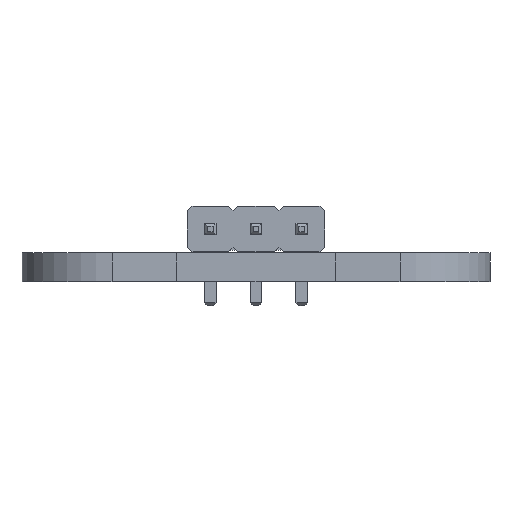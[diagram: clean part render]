
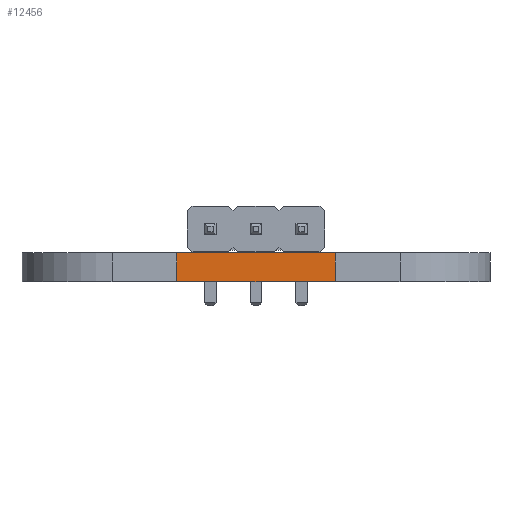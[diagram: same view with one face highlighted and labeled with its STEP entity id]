
A CAD part, left-side view. The second image highlights one B-rep face of the part: STEP entity #12456.
In plain terms, the highlighted planar face has unit normal (-1, 0, 0).
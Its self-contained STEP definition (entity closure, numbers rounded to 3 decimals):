
#11269 = PLANE('',#11270);
#11270 = AXIS2_PLACEMENT_3D('',#11271,#11272,#11273);
#11271 = CARTESIAN_POINT('',(0.,0.,1.6)
  );
#11272 = DIRECTION('',(0.,0.,1.));
#11273 = DIRECTION('',(1.,0.,-0.));
#11324 = PLANE('',#11325);
#11325 = AXIS2_PLACEMENT_3D('',#11326,#11327,#11328);
#11326 = CARTESIAN_POINT('',(0.,0.,0.)
  );
#11327 = DIRECTION('',(0.,0.,1.));
#11328 = DIRECTION('',(1.,0.,-0.));
#11357 = PLANE('',#11358);
#11358 = AXIS2_PLACEMENT_3D('',#11359,#11360,#11361);
#11359 = CARTESIAN_POINT('',(-6.,-4.4,0.));
#11360 = DIRECTION('',(0.,1.,0.));
#11361 = DIRECTION('',(1.,0.,0.));
#11658 = VERTEX_POINT('',#11659);
#11659 = CARTESIAN_POINT('',(-6.,4.4,0.));
#11673 = PLANE('',#11674);
#11674 = AXIS2_PLACEMENT_3D('',#11675,#11676,#11677);
#11675 = CARTESIAN_POINT('',(-5.,4.4,0.));
#11676 = DIRECTION('',(0.,-1.,0.));
#11677 = DIRECTION('',(-1.,0.,0.));
#11685 = EDGE_CURVE('',#11658,#11686,#11688,.T.);
#11686 = VERTEX_POINT('',#11687);
#11687 = CARTESIAN_POINT('',(-6.,-4.4,0.));
#11688 = SURFACE_CURVE('',#11689,(#11693,#11700),.PCURVE_S1.);
#11689 = LINE('',#11690,#11691);
#11690 = CARTESIAN_POINT('',(-6.,4.4,0.));
#11691 = VECTOR('',#11692,1.);
#11692 = DIRECTION('',(0.,-1.,0.));
#11693 = PCURVE('',#11324,#11694);
#11694 = DEFINITIONAL_REPRESENTATION('',(#11695),#11699);
#11695 = LINE('',#11696,#11697);
#11696 = CARTESIAN_POINT('',(-6.,4.4));
#11697 = VECTOR('',#11698,1.);
#11698 = DIRECTION('',(0.,-1.));
#11699 = ( GEOMETRIC_REPRESENTATION_CONTEXT(2) 
PARAMETRIC_REPRESENTATION_CONTEXT() REPRESENTATION_CONTEXT('2D SPACE',''
  ) );
#11700 = PCURVE('',#11701,#11706);
#11701 = PLANE('',#11702);
#11702 = AXIS2_PLACEMENT_3D('',#11703,#11704,#11705);
#11703 = CARTESIAN_POINT('',(-6.,4.4,0.));
#11704 = DIRECTION('',(1.,0.,-0.));
#11705 = DIRECTION('',(0.,-1.,0.));
#11706 = DEFINITIONAL_REPRESENTATION('',(#11707),#11711);
#11707 = LINE('',#11708,#11709);
#11708 = CARTESIAN_POINT('',(0.,0.));
#11709 = VECTOR('',#11710,1.);
#11710 = DIRECTION('',(1.,0.));
#11711 = ( GEOMETRIC_REPRESENTATION_CONTEXT(2) 
PARAMETRIC_REPRESENTATION_CONTEXT() REPRESENTATION_CONTEXT('2D SPACE',''
  ) );
#12128 = VERTEX_POINT('',#12129);
#12129 = CARTESIAN_POINT('',(-6.,4.4,1.6));
#12150 = EDGE_CURVE('',#12128,#12151,#12153,.T.);
#12151 = VERTEX_POINT('',#12152);
#12152 = CARTESIAN_POINT('',(-6.,-4.4,1.6));
#12153 = SURFACE_CURVE('',#12154,(#12158,#12165),.PCURVE_S1.);
#12154 = LINE('',#12155,#12156);
#12155 = CARTESIAN_POINT('',(-6.,4.4,1.6));
#12156 = VECTOR('',#12157,1.);
#12157 = DIRECTION('',(0.,-1.,0.));
#12158 = PCURVE('',#11269,#12159);
#12159 = DEFINITIONAL_REPRESENTATION('',(#12160),#12164);
#12160 = LINE('',#12161,#12162);
#12161 = CARTESIAN_POINT('',(-6.,4.4));
#12162 = VECTOR('',#12163,1.);
#12163 = DIRECTION('',(0.,-1.));
#12164 = ( GEOMETRIC_REPRESENTATION_CONTEXT(2) 
PARAMETRIC_REPRESENTATION_CONTEXT() REPRESENTATION_CONTEXT('2D SPACE',''
  ) );
#12165 = PCURVE('',#11701,#12166);
#12166 = DEFINITIONAL_REPRESENTATION('',(#12167),#12171);
#12167 = LINE('',#12168,#12169);
#12168 = CARTESIAN_POINT('',(0.,-1.6));
#12169 = VECTOR('',#12170,1.);
#12170 = DIRECTION('',(1.,0.));
#12171 = ( GEOMETRIC_REPRESENTATION_CONTEXT(2) 
PARAMETRIC_REPRESENTATION_CONTEXT() REPRESENTATION_CONTEXT('2D SPACE',''
  ) );
#12406 = EDGE_CURVE('',#11686,#12151,#12407,.T.);
#12407 = SURFACE_CURVE('',#12408,(#12412,#12419),.PCURVE_S1.);
#12408 = LINE('',#12409,#12410);
#12409 = CARTESIAN_POINT('',(-6.,-4.4,0.));
#12410 = VECTOR('',#12411,1.);
#12411 = DIRECTION('',(0.,0.,1.));
#12412 = PCURVE('',#11357,#12413);
#12413 = DEFINITIONAL_REPRESENTATION('',(#12414),#12418);
#12414 = LINE('',#12415,#12416);
#12415 = CARTESIAN_POINT('',(0.,0.));
#12416 = VECTOR('',#12417,1.);
#12417 = DIRECTION('',(0.,-1.));
#12418 = ( GEOMETRIC_REPRESENTATION_CONTEXT(2) 
PARAMETRIC_REPRESENTATION_CONTEXT() REPRESENTATION_CONTEXT('2D SPACE',''
  ) );
#12419 = PCURVE('',#11701,#12420);
#12420 = DEFINITIONAL_REPRESENTATION('',(#12421),#12425);
#12421 = LINE('',#12422,#12423);
#12422 = CARTESIAN_POINT('',(8.8,0.));
#12423 = VECTOR('',#12424,1.);
#12424 = DIRECTION('',(0.,-1.));
#12425 = ( GEOMETRIC_REPRESENTATION_CONTEXT(2) 
PARAMETRIC_REPRESENTATION_CONTEXT() REPRESENTATION_CONTEXT('2D SPACE',''
  ) );
#12456 = ADVANCED_FACE('',(#12457),#11701,.F.);
#12457 = FACE_BOUND('',#12458,.F.);
#12458 = EDGE_LOOP('',(#12459,#12480,#12481,#12482));
#12459 = ORIENTED_EDGE('',*,*,#12460,.T.);
#12460 = EDGE_CURVE('',#11658,#12128,#12461,.T.);
#12461 = SURFACE_CURVE('',#12462,(#12466,#12473),.PCURVE_S1.);
#12462 = LINE('',#12463,#12464);
#12463 = CARTESIAN_POINT('',(-6.,4.4,0.));
#12464 = VECTOR('',#12465,1.);
#12465 = DIRECTION('',(0.,0.,1.));
#12466 = PCURVE('',#11701,#12467);
#12467 = DEFINITIONAL_REPRESENTATION('',(#12468),#12472);
#12468 = LINE('',#12469,#12470);
#12469 = CARTESIAN_POINT('',(0.,0.));
#12470 = VECTOR('',#12471,1.);
#12471 = DIRECTION('',(0.,-1.));
#12472 = ( GEOMETRIC_REPRESENTATION_CONTEXT(2) 
PARAMETRIC_REPRESENTATION_CONTEXT() REPRESENTATION_CONTEXT('2D SPACE',''
  ) );
#12473 = PCURVE('',#11673,#12474);
#12474 = DEFINITIONAL_REPRESENTATION('',(#12475),#12479);
#12475 = LINE('',#12476,#12477);
#12476 = CARTESIAN_POINT('',(1.,0.));
#12477 = VECTOR('',#12478,1.);
#12478 = DIRECTION('',(0.,-1.));
#12479 = ( GEOMETRIC_REPRESENTATION_CONTEXT(2) 
PARAMETRIC_REPRESENTATION_CONTEXT() REPRESENTATION_CONTEXT('2D SPACE',''
  ) );
#12480 = ORIENTED_EDGE('',*,*,#12150,.T.);
#12481 = ORIENTED_EDGE('',*,*,#12406,.F.);
#12482 = ORIENTED_EDGE('',*,*,#11685,.F.);
